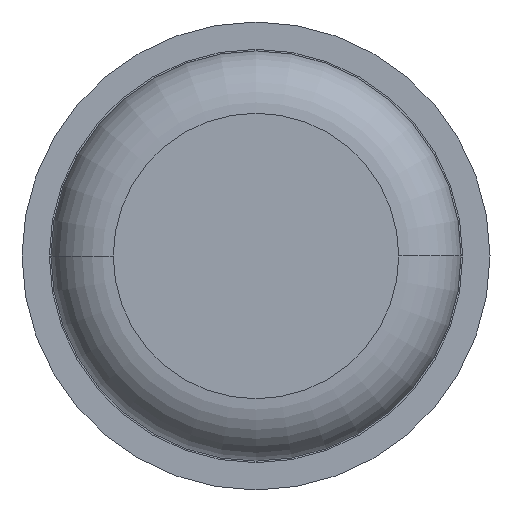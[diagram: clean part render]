
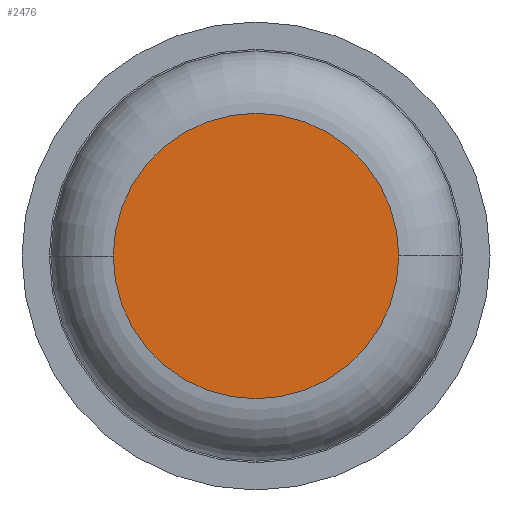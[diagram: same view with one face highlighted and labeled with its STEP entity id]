
A CAD part, front view. The second image highlights one B-rep face of the part: STEP entity #2476.
In plain terms, the highlighted planar face has unit normal (0, -1, 0).
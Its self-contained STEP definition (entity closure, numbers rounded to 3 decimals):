
#209 = CARTESIAN_POINT ( 'NONE',  ( 0.915, 0., 0. ) ) ;
#540 = DIRECTION ( 'NONE',  ( 0., -1., 0. ) ) ;
#620 = DIRECTION ( 'NONE',  ( 0., 1., 0. ) ) ;
#651 = AXIS2_PLACEMENT_3D ( 'NONE', #833, #540, #1123 ) ;
#679 = VERTEX_POINT ( 'NONE', #209 ) ;
#741 = ORIENTED_EDGE ( 'NONE', *, *, #1439, .T. ) ;
#833 = CARTESIAN_POINT ( 'NONE',  ( 0., 0., 0. ) ) ;
#914 = DIRECTION ( 'NONE',  ( -1., 0., 0. ) ) ;
#955 = CIRCLE ( 'NONE', #2269, 0.915 ) ;
#966 = VERTEX_POINT ( 'NONE', #3728 ) ;
#970 = DIRECTION ( 'NONE',  ( 0., -1., 0. ) ) ;
#1123 = DIRECTION ( 'NONE',  ( -1., 0., 0. ) ) ;
#1289 = DIRECTION ( 'NONE',  ( -1., 0., 0. ) ) ;
#1422 = FACE_OUTER_BOUND ( 'NONE', #1543, .T. ) ;
#1439 = EDGE_CURVE ( 'Defeature ausgef�hrt1_6+Defeature ausgef�hrt1_7+Defeature ausgef�hrt1_7+Defeature ausgef�hrt1_7', #966, #679, #3620, .T. ) ;
#1543 = EDGE_LOOP ( 'NONE', ( #741, #3373 ) ) ;
#2069 = CARTESIAN_POINT ( 'NONE',  ( 0., 0., 0. ) ) ;
#2178 = CARTESIAN_POINT ( 'NONE',  ( 0., 0., 0. ) ) ;
#2269 = AXIS2_PLACEMENT_3D ( 'NONE', #2178, #970, #1289 ) ;
#2476 = ADVANCED_FACE ( 'Defeature ausgef�hrt1_6', ( #1422 ), #2627, .F. ) ;
#2627 = PLANE ( 'NONE',  #3380 ) ;
#3373 = ORIENTED_EDGE ( 'NONE', *, *, #3518, .T. ) ;
#3380 = AXIS2_PLACEMENT_3D ( 'NONE', #2069, #620, #914 ) ;
#3518 = EDGE_CURVE ( 'Defeature ausgef�hrt1_6+Defeature ausgef�hrt1_7+Defeature ausgef�hrt1_7+Defeature ausgef�hrt1_7', #679, #966, #955, .T. ) ;
#3620 = CIRCLE ( 'NONE', #651, 0.915 ) ;
#3728 = CARTESIAN_POINT ( 'NONE',  ( -0.915, 0., 0. ) ) ;
